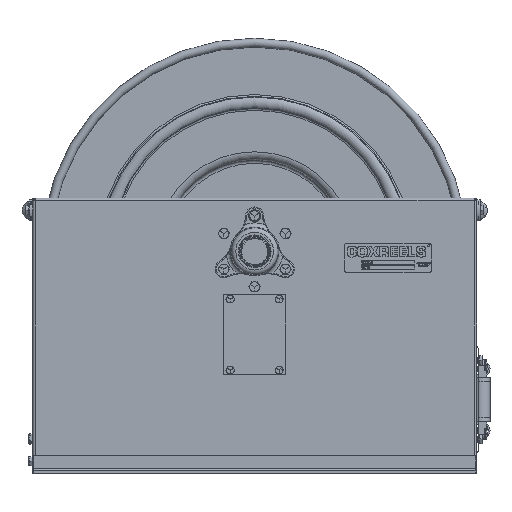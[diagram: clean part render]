
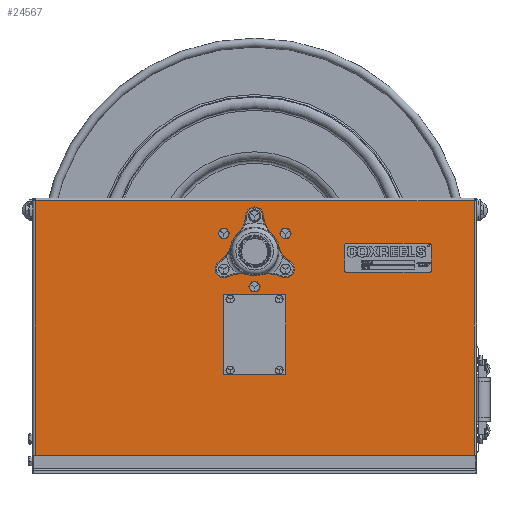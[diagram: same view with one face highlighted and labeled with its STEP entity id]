
A CAD part, top view. The second image highlights one B-rep face of the part: STEP entity #24567.
In plain terms, the highlighted planar face has unit normal (0, 0, 1).
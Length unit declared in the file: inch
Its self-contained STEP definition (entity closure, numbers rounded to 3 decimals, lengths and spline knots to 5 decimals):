
#1279=FACE_BOUND('',#2883,.T.);
#1280=FACE_BOUND('',#2884,.T.);
#1281=FACE_BOUND('',#2885,.T.);
#1282=FACE_BOUND('',#2886,.T.);
#1283=FACE_BOUND('',#2887,.T.);
#1284=FACE_BOUND('',#2888,.T.);
#1285=FACE_BOUND('',#2889,.T.);
#1286=FACE_BOUND('',#2890,.T.);
#1287=FACE_BOUND('',#2891,.T.);
#1288=FACE_BOUND('',#2892,.T.);
#1289=FACE_BOUND('',#2893,.T.);
#1290=FACE_BOUND('',#2894,.T.);
#1785=PLANE('',#25572);
#2231=FACE_OUTER_BOUND('',#2882,.T.);
#2882=EDGE_LOOP('',(#18665,#18666,#18667,#18668));
#2883=EDGE_LOOP('',(#18669,#18670,#18671,#18672));
#2884=EDGE_LOOP('',(#18673));
#2885=EDGE_LOOP('',(#18674));
#2886=EDGE_LOOP('',(#18675));
#2887=EDGE_LOOP('',(#18676));
#2888=EDGE_LOOP('',(#18677));
#2889=EDGE_LOOP('',(#18678));
#2890=EDGE_LOOP('',(#18679));
#2891=EDGE_LOOP('',(#18680));
#2892=EDGE_LOOP('',(#18681));
#2893=EDGE_LOOP('',(#18682));
#2894=EDGE_LOOP('',(#18683));
#4036=CIRCLE('',#25573,0.155);
#4037=CIRCLE('',#25574,0.155);
#4038=CIRCLE('',#25575,0.155);
#4039=CIRCLE('',#25576,0.155);
#4040=CIRCLE('',#25577,0.22);
#4041=CIRCLE('',#25578,0.22);
#4042=CIRCLE('',#25579,0.22);
#4043=CIRCLE('',#25580,0.22);
#4044=CIRCLE('',#25581,0.22);
#4045=CIRCLE('',#25582,0.22);
#4046=CIRCLE('',#25583,1.14);
#5081=LINE('',#32981,#7433);
#5084=LINE('',#32996,#7436);
#5092=LINE('',#33021,#7444);
#5102=LINE('',#33063,#7454);
#5114=LINE('',#33107,#7466);
#5115=LINE('',#33109,#7467);
#5116=LINE('',#33111,#7468);
#5117=LINE('',#33112,#7469);
#7433=VECTOR('',#27234,15.3506);
#7436=VECTOR('',#27249,24.7012);
#7444=VECTOR('',#27271,24.7012);
#7454=VECTOR('',#27309,15.3506);
#7466=VECTOR('',#27347,4.);
#7467=VECTOR('',#27348,2.);
#7468=VECTOR('',#27349,4.);
#7469=VECTOR('',#27350,2.);
#9786=VERTEX_POINT('',#32978);
#9787=VERTEX_POINT('',#32980);
#9793=VERTEX_POINT('',#32995);
#9803=VERTEX_POINT('',#33019);
#9839=VERTEX_POINT('',#33105);
#9840=VERTEX_POINT('',#33106);
#9841=VERTEX_POINT('',#33108);
#9842=VERTEX_POINT('',#33110);
#9843=VERTEX_POINT('',#33113);
#9844=VERTEX_POINT('',#33115);
#9845=VERTEX_POINT('',#33117);
#9846=VERTEX_POINT('',#33119);
#9847=VERTEX_POINT('',#33121);
#9848=VERTEX_POINT('',#33123);
#9849=VERTEX_POINT('',#33125);
#9850=VERTEX_POINT('',#33127);
#9851=VERTEX_POINT('',#33129);
#9852=VERTEX_POINT('',#33131);
#9853=VERTEX_POINT('',#33133);
#13979=EDGE_CURVE('',#9787,#9786,#5081,.T.);
#13986=EDGE_CURVE('',#9793,#9787,#5084,.T.);
#13999=EDGE_CURVE('',#9803,#9786,#5092,.T.);
#14021=EDGE_CURVE('',#9803,#9793,#5102,.T.);
#14042=EDGE_CURVE('',#9839,#9840,#5114,.T.);
#14043=EDGE_CURVE('',#9840,#9841,#5115,.T.);
#14044=EDGE_CURVE('',#9841,#9842,#5116,.T.);
#14045=EDGE_CURVE('',#9842,#9839,#5117,.T.);
#14046=EDGE_CURVE('',#9843,#9843,#4036,.T.);
#14047=EDGE_CURVE('',#9844,#9844,#4037,.T.);
#14048=EDGE_CURVE('',#9845,#9845,#4038,.T.);
#14049=EDGE_CURVE('',#9846,#9846,#4039,.T.);
#14050=EDGE_CURVE('',#9847,#9847,#4040,.T.);
#14051=EDGE_CURVE('',#9848,#9848,#4041,.T.);
#14052=EDGE_CURVE('',#9849,#9849,#4042,.T.);
#14053=EDGE_CURVE('',#9850,#9850,#4043,.T.);
#14054=EDGE_CURVE('',#9851,#9851,#4044,.T.);
#14055=EDGE_CURVE('',#9852,#9852,#4045,.T.);
#14056=EDGE_CURVE('',#9853,#9853,#4046,.T.);
#18665=ORIENTED_EDGE('',*,*,#13979,.T.);
#18666=ORIENTED_EDGE('',*,*,#13999,.F.);
#18667=ORIENTED_EDGE('',*,*,#14021,.T.);
#18668=ORIENTED_EDGE('',*,*,#13986,.T.);
#18669=ORIENTED_EDGE('',*,*,#14042,.T.);
#18670=ORIENTED_EDGE('',*,*,#14043,.T.);
#18671=ORIENTED_EDGE('',*,*,#14044,.T.);
#18672=ORIENTED_EDGE('',*,*,#14045,.T.);
#18673=ORIENTED_EDGE('',*,*,#14046,.T.);
#18674=ORIENTED_EDGE('',*,*,#14047,.T.);
#18675=ORIENTED_EDGE('',*,*,#14048,.T.);
#18676=ORIENTED_EDGE('',*,*,#14049,.T.);
#18677=ORIENTED_EDGE('',*,*,#14050,.T.);
#18678=ORIENTED_EDGE('',*,*,#14051,.T.);
#18679=ORIENTED_EDGE('',*,*,#14052,.T.);
#18680=ORIENTED_EDGE('',*,*,#14053,.T.);
#18681=ORIENTED_EDGE('',*,*,#14054,.T.);
#18682=ORIENTED_EDGE('',*,*,#14055,.T.);
#18683=ORIENTED_EDGE('',*,*,#14056,.T.);
#24567=ADVANCED_FACE('',(#2231,#1279,#1280,#1281,#1282,#1283,#1284,#1285,
#1286,#1287,#1288,#1289,#1290),#1785,.T.);
#25572=AXIS2_PLACEMENT_3D('',#33104,#27345,#27346);
#25573=AXIS2_PLACEMENT_3D('',#33114,#27351,#27352);
#25574=AXIS2_PLACEMENT_3D('',#33116,#27353,#27354);
#25575=AXIS2_PLACEMENT_3D('',#33118,#27355,#27356);
#25576=AXIS2_PLACEMENT_3D('',#33120,#27357,#27358);
#25577=AXIS2_PLACEMENT_3D('',#33122,#27359,#27360);
#25578=AXIS2_PLACEMENT_3D('',#33124,#27361,#27362);
#25579=AXIS2_PLACEMENT_3D('',#33126,#27363,#27364);
#25580=AXIS2_PLACEMENT_3D('',#33128,#27365,#27366);
#25581=AXIS2_PLACEMENT_3D('',#33130,#27367,#27368);
#25582=AXIS2_PLACEMENT_3D('',#33132,#27369,#27370);
#25583=AXIS2_PLACEMENT_3D('',#33134,#27371,#27372);
#27234=DIRECTION('',(0.,-1.,0.));
#27249=DIRECTION('',(-1.,0.,0.));
#27271=DIRECTION('',(-1.,0.,0.));
#27309=DIRECTION('',(0.,1.,0.));
#27345=DIRECTION('center_axis',(0.,0.,1.));
#27346=DIRECTION('ref_axis',(1.,0.,0.));
#27347=DIRECTION('',(0.,1.,0.));
#27348=DIRECTION('',(1.,0.,0.));
#27349=DIRECTION('',(0.,-1.,0.));
#27350=DIRECTION('',(-1.,0.,0.));
#27351=DIRECTION('center_axis',(0.,0.,-1.));
#27352=DIRECTION('ref_axis',(1.,0.,0.));
#27353=DIRECTION('center_axis',(0.,0.,-1.));
#27354=DIRECTION('ref_axis',(1.,0.,0.));
#27355=DIRECTION('center_axis',(0.,0.,-1.));
#27356=DIRECTION('ref_axis',(1.,0.,0.));
#27357=DIRECTION('center_axis',(0.,0.,-1.));
#27358=DIRECTION('ref_axis',(1.,0.,0.));
#27359=DIRECTION('center_axis',(0.,0.,-1.));
#27360=DIRECTION('ref_axis',(1.,0.,0.));
#27361=DIRECTION('center_axis',(0.,0.,-1.));
#27362=DIRECTION('ref_axis',(1.,0.,0.));
#27363=DIRECTION('center_axis',(0.,0.,-1.));
#27364=DIRECTION('ref_axis',(1.,0.,0.));
#27365=DIRECTION('center_axis',(0.,0.,-1.));
#27366=DIRECTION('ref_axis',(1.,0.,0.));
#27367=DIRECTION('center_axis',(0.,0.,-1.));
#27368=DIRECTION('ref_axis',(1.,0.,0.));
#27369=DIRECTION('center_axis',(0.,0.,-1.));
#27370=DIRECTION('ref_axis',(1.,0.,0.));
#27371=DIRECTION('center_axis',(0.,0.,-1.));
#27372=DIRECTION('ref_axis',(-1.,0.,0.));
#32978=CARTESIAN_POINT('',(-12.3506,-7.75,0.0747));
#32980=CARTESIAN_POINT('',(-12.3506,7.6006,0.0747));
#32981=CARTESIAN_POINT('',(-12.3506,-3.875,0.0747));
#32995=CARTESIAN_POINT('',(12.3506,7.6006,0.0747));
#32996=CARTESIAN_POINT('',(-6.25,7.6006,0.0747));
#33019=CARTESIAN_POINT('',(12.3506,-7.75,0.0747));
#33021=CARTESIAN_POINT('',(12.5,-7.75,0.0747));
#33063=CARTESIAN_POINT('',(12.3506,3.8003,0.0747));
#33104=CARTESIAN_POINT('Origin',(0.,0.,
0.0747));
#33105=CARTESIAN_POINT('',(-1.,-1.94,0.0747));
#33106=CARTESIAN_POINT('',(-1.,2.06,0.0747));
#33107=CARTESIAN_POINT('',(-1.,1.03,0.0747));
#33108=CARTESIAN_POINT('',(1.,2.06,0.0747));
#33109=CARTESIAN_POINT('',(0.5,2.06,0.0747));
#33110=CARTESIAN_POINT('',(1.,-1.94,0.0747));
#33111=CARTESIAN_POINT('',(1.,-0.97,0.0747));
#33112=CARTESIAN_POINT('',(-0.5,-1.94,0.0747));
#33113=CARTESIAN_POINT('',(1.53,-1.94,0.0747));
#33114=CARTESIAN_POINT('Origin',(1.375,-1.94,0.0747));
#33115=CARTESIAN_POINT('',(-1.22,2.06,0.0747));
#33116=CARTESIAN_POINT('Origin',(-1.375,2.06,0.0747));
#33117=CARTESIAN_POINT('',(1.53,2.06,0.0747));
#33118=CARTESIAN_POINT('Origin',(1.375,2.06,0.0747));
#33119=CARTESIAN_POINT('',(-1.22,-1.94,0.0747));
#33120=CARTESIAN_POINT('Origin',(-1.375,-1.94,0.0747));
#33121=CARTESIAN_POINT('',(1.95205,3.75,0.0747));
#33122=CARTESIAN_POINT('Origin',(1.73205,3.75,0.0747));
#33123=CARTESIAN_POINT('',(-1.51205,3.75,0.0747));
#33124=CARTESIAN_POINT('Origin',(-1.73205,3.75,0.0747));
#33125=CARTESIAN_POINT('',(0.22,6.75,0.0747));
#33126=CARTESIAN_POINT('Origin',(0.,6.75,0.0747));
#33127=CARTESIAN_POINT('',(-1.51205,5.75,0.0747));
#33128=CARTESIAN_POINT('Origin',(-1.73205,5.75,0.0747));
#33129=CARTESIAN_POINT('',(0.22,2.75,0.0747));
#33130=CARTESIAN_POINT('Origin',(0.,2.75,0.0747));
#33131=CARTESIAN_POINT('',(1.95205,5.75,0.0747));
#33132=CARTESIAN_POINT('Origin',(1.73205,5.75,0.0747));
#33133=CARTESIAN_POINT('',(1.14,4.75,0.0747));
#33134=CARTESIAN_POINT('Origin',(0.,4.75,0.0747));
